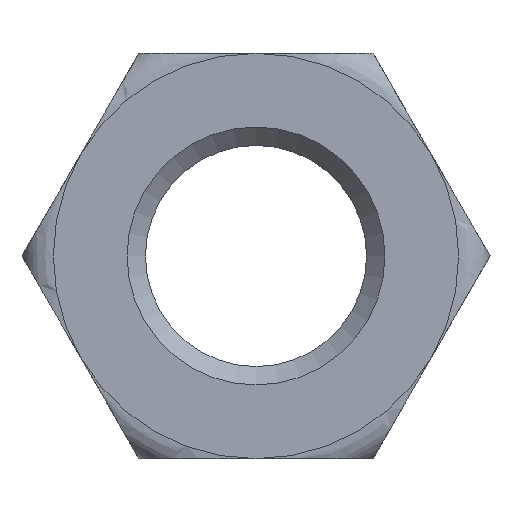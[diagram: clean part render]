
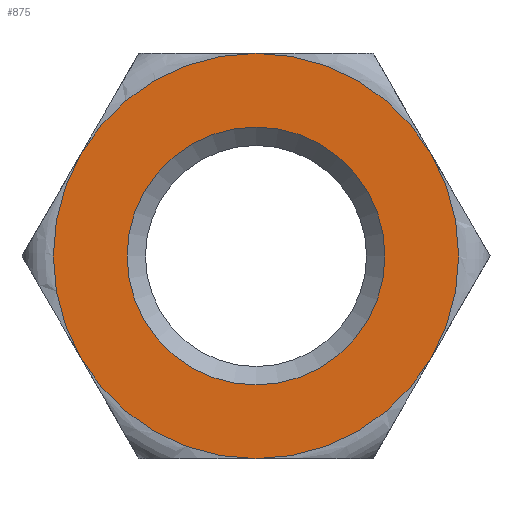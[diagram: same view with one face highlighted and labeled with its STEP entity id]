
A CAD part, front view. The second image highlights one B-rep face of the part: STEP entity #875.
In plain terms, the highlighted planar face has unit normal (0, -1, 0).
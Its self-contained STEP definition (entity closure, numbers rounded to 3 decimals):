
#16 = AXIS2_PLACEMENT_3D ( 'NONE', #202, #508, #818 ) ;
#32 = CARTESIAN_POINT ( 'NONE',  ( 0., -5.5, 11. ) ) ;
#49 = DIRECTION ( 'NONE',  ( 0., 1., 0. ) ) ;
#91 = CARTESIAN_POINT ( 'NONE',  ( 9.526, -5.5, -5.5 ) ) ;
#142 = CARTESIAN_POINT ( 'NONE',  ( 0., -5.5, 0. ) ) ;
#144 = VERTEX_POINT ( 'NONE', #233 ) ;
#174 = EDGE_CURVE ( 'NONE', #272, #272, #829, .T. ) ;
#191 = EDGE_CURVE ( 'NONE', #756, #664, #924, .T. ) ;
#201 = AXIS2_PLACEMENT_3D ( 'NONE', #928, #776, #846 ) ;
#202 = CARTESIAN_POINT ( 'NONE',  ( 0., -5.5, 0. ) ) ;
#211 = ORIENTED_EDGE ( 'NONE', *, *, #984, .F. ) ;
#229 = EDGE_CURVE ( 'NONE', #144, #529, #318, .T. ) ;
#233 = CARTESIAN_POINT ( 'NONE',  ( -9.526, -5.5, -5.5 ) ) ;
#249 = VERTEX_POINT ( 'NONE', #32 ) ;
#252 = CIRCLE ( 'NONE', #830, 11. ) ;
#271 = CIRCLE ( 'NONE', #457, 11. ) ;
#272 = VERTEX_POINT ( 'NONE', #877 ) ;
#318 = CIRCLE ( 'NONE', #435, 11. ) ;
#330 = CARTESIAN_POINT ( 'NONE',  ( 0., -5.5, 0. ) ) ;
#342 = DIRECTION ( 'NONE',  ( 0., 1., 0. ) ) ;
#355 = EDGE_LOOP ( 'NONE', ( #889 ) ) ;
#365 = ORIENTED_EDGE ( 'NONE', *, *, #684, .F. ) ;
#382 = CARTESIAN_POINT ( 'NONE',  ( 0., -5.5, 0. ) ) ;
#383 = AXIS2_PLACEMENT_3D ( 'NONE', #382, #613, #477 ) ;
#402 = AXIS2_PLACEMENT_3D ( 'NONE', #142, #49, #835 ) ;
#410 = DIRECTION ( 'NONE',  ( 0., 1., 0. ) ) ;
#429 = VERTEX_POINT ( 'NONE', #468 ) ;
#432 = ORIENTED_EDGE ( 'NONE', *, *, #621, .F. ) ;
#434 = CARTESIAN_POINT ( 'NONE',  ( 0., -5.5, 0. ) ) ;
#435 = AXIS2_PLACEMENT_3D ( 'NONE', #559, #410, #951 ) ;
#443 = DIRECTION ( 'NONE',  ( 1., 0., 0. ) ) ;
#457 = AXIS2_PLACEMENT_3D ( 'NONE', #434, #743, #579 ) ;
#460 = ORIENTED_EDGE ( 'NONE', *, *, #565, .F. ) ;
#468 = CARTESIAN_POINT ( 'NONE',  ( 9.526, -5.5, 5.5 ) ) ;
#477 = DIRECTION ( 'NONE',  ( 0., 0., 1. ) ) ;
#498 = DIRECTION ( 'NONE',  ( 0., 1., 0. ) ) ;
#505 = CARTESIAN_POINT ( 'NONE',  ( 0., -5.5, 0. ) ) ;
#508 = DIRECTION ( 'NONE',  ( 0., 1., 0. ) ) ;
#515 = CIRCLE ( 'NONE', #839, 11. ) ;
#529 = VERTEX_POINT ( 'NONE', #964 ) ;
#534 = EDGE_LOOP ( 'NONE', ( #615, #365, #211, #460, #897, #432 ) ) ;
#559 = CARTESIAN_POINT ( 'NONE',  ( 0., -5.5, 0. ) ) ;
#565 = EDGE_CURVE ( 'NONE', #529, #249, #252, .T. ) ;
#579 = DIRECTION ( 'NONE',  ( 1., 0., 0. ) ) ;
#583 = FACE_BOUND ( 'NONE', #355, .T. ) ;
#613 = DIRECTION ( 'NONE',  ( 0., 1., 0. ) ) ;
#615 = ORIENTED_EDGE ( 'NONE', *, *, #191, .F. ) ;
#621 = EDGE_CURVE ( 'NONE', #664, #144, #515, .T. ) ;
#626 = CIRCLE ( 'NONE', #402, 11. ) ;
#633 = PLANE ( 'NONE',  #16 ) ;
#664 = VERTEX_POINT ( 'NONE', #826 ) ;
#684 = EDGE_CURVE ( 'NONE', #429, #756, #626, .T. ) ;
#743 = DIRECTION ( 'NONE',  ( 0., 1., 0. ) ) ;
#756 = VERTEX_POINT ( 'NONE', #91 ) ;
#776 = DIRECTION ( 'NONE',  ( 0., 1., 0. ) ) ;
#808 = DIRECTION ( 'NONE',  ( -1., 0., 0. ) ) ;
#810 = FACE_OUTER_BOUND ( 'NONE', #534, .T. ) ;
#818 = DIRECTION ( 'NONE',  ( 0., 0., 1. ) ) ;
#826 = CARTESIAN_POINT ( 'NONE',  ( 0., -5.5, -11. ) ) ;
#829 = CIRCLE ( 'NONE', #383, 7. ) ;
#830 = AXIS2_PLACEMENT_3D ( 'NONE', #330, #498, #808 ) ;
#835 = DIRECTION ( 'NONE',  ( 1., 0., 0. ) ) ;
#839 = AXIS2_PLACEMENT_3D ( 'NONE', #505, #342, #443 ) ;
#846 = DIRECTION ( 'NONE',  ( 1., 0., 0. ) ) ;
#875 = ADVANCED_FACE ( 'NONE', ( #583, #810 ), #633, .F. ) ;
#877 = CARTESIAN_POINT ( 'NONE',  ( 0., -5.5, 7. ) ) ;
#889 = ORIENTED_EDGE ( 'NONE', *, *, #174, .T. ) ;
#897 = ORIENTED_EDGE ( 'NONE', *, *, #229, .F. ) ;
#924 = CIRCLE ( 'NONE', #201, 11. ) ;
#928 = CARTESIAN_POINT ( 'NONE',  ( 0., -5.5, 0. ) ) ;
#951 = DIRECTION ( 'NONE',  ( 1., 0., 0. ) ) ;
#964 = CARTESIAN_POINT ( 'NONE',  ( -9.526, -5.5, 5.5 ) ) ;
#984 = EDGE_CURVE ( 'NONE', #249, #429, #271, .T. ) ;
